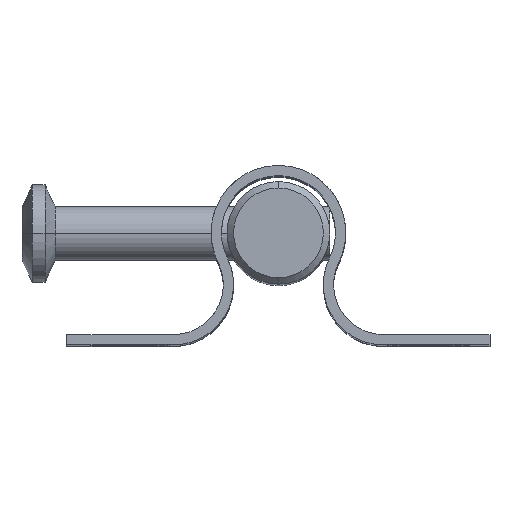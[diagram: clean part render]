
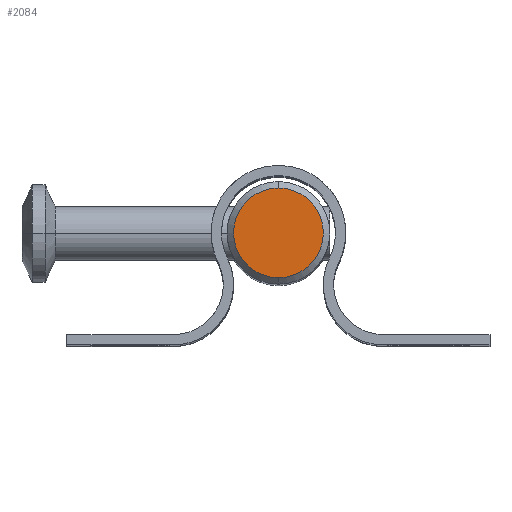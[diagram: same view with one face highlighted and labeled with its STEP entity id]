
A CAD part, top view. The second image highlights one B-rep face of the part: STEP entity #2084.
In plain terms, the highlighted planar face has unit normal (0, 0, 1).
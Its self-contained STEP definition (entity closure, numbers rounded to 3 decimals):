
#1205 = CARTESIAN_POINT ( 'NONE',  ( 3.5, 0., 36.5 ) ) ;
#1708 = DIRECTION ( 'NONE',  ( 0., 0., 1. ) ) ;
#1824 = AXIS2_PLACEMENT_3D ( 'NONE', #11010, #1708, #2853 ) ;
#2084 = ADVANCED_FACE ( 'NONE', ( #7033 ), #5171, .T. ) ;
#2853 = DIRECTION ( 'NONE',  ( 1., 0., 0. ) ) ;
#3066 = AXIS2_PLACEMENT_3D ( 'NONE', #9112, #10453, #4017 ) ;
#3571 = VERTEX_POINT ( 'NONE', #7802 ) ;
#4017 = DIRECTION ( 'NONE',  ( 1., 0., 0. ) ) ;
#4677 = VERTEX_POINT ( 'NONE', #1205 ) ;
#4789 = CIRCLE ( 'NONE', #11106, 3.5 ) ;
#5171 = PLANE ( 'NONE',  #3066 ) ;
#5180 = CIRCLE ( 'NONE', #1824, 3.5 ) ;
#5378 = EDGE_LOOP ( 'NONE', ( #9649, #6482 ) ) ;
#6482 = ORIENTED_EDGE ( 'NONE', *, *, #15460, .T. ) ;
#7033 = FACE_OUTER_BOUND ( 'NONE', #5378, .T. ) ;
#7802 = CARTESIAN_POINT ( 'NONE',  ( -3.5, 0., 36.5 ) ) ;
#8086 = CARTESIAN_POINT ( 'NONE',  ( 0., 0., 36.5 ) ) ;
#9112 = CARTESIAN_POINT ( 'NONE',  ( 0., 0., 36.5 ) ) ;
#9649 = ORIENTED_EDGE ( 'NONE', *, *, #14436, .T. ) ;
#10453 = DIRECTION ( 'NONE',  ( 0., 0., 1. ) ) ;
#11010 = CARTESIAN_POINT ( 'NONE',  ( 0., 0., 36.5 ) ) ;
#11106 = AXIS2_PLACEMENT_3D ( 'NONE', #8086, #16050, #15932 ) ;
#14436 = EDGE_CURVE ( 'NONE', #3571, #4677, #4789, .T. ) ;
#15460 = EDGE_CURVE ( 'NONE', #4677, #3571, #5180, .T. ) ;
#15932 = DIRECTION ( 'NONE',  ( 1., 0., 0. ) ) ;
#16050 = DIRECTION ( 'NONE',  ( 0., 0., 1. ) ) ;
